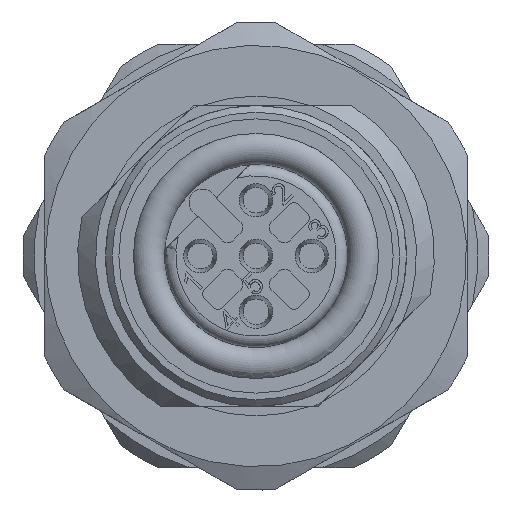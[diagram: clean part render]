
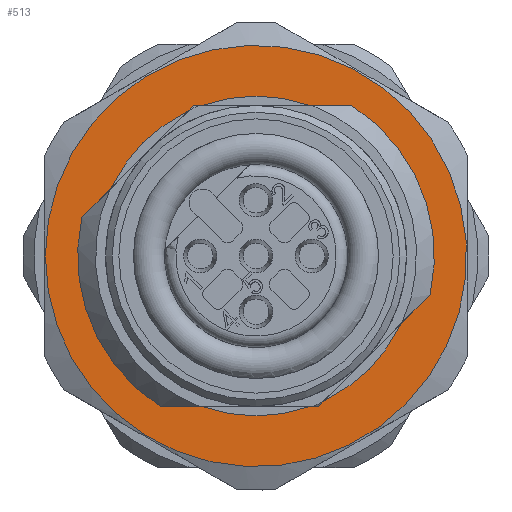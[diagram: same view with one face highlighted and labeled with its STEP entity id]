
A CAD part, front view. The second image highlights one B-rep face of the part: STEP entity #513.
In plain terms, the highlighted planar face has unit normal (0, -1, 0).
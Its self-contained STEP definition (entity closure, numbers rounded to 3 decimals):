
#276=FACE_BOUND('',#1039,.T.);
#277=FACE_BOUND('',#1040,.T.);
#388=PLANE('',#4531);
#513=ADVANCED_FACE('',(#276,#277),#388,.T.);
#1039=EDGE_LOOP('',(#2117));
#1040=EDGE_LOOP('',(#2118,#2119,#2120,#2121,#2122,#2123,#2124,#2125,#2126,
#2127,#2128,#2129,#2130,#2131));
#1346=LINE('',#6183,#1661);
#1348=LINE('',#6186,#1663);
#1354=LINE('',#6202,#1669);
#1355=LINE('',#6203,#1670);
#1361=LINE('',#6219,#1676);
#1363=LINE('',#6222,#1678);
#1368=LINE('',#6236,#1683);
#1369=LINE('',#6237,#1684);
#1661=VECTOR('',#4993,1.);
#1663=VECTOR('',#4995,1.);
#1669=VECTOR('',#5003,1.);
#1670=VECTOR('',#5004,1.);
#1676=VECTOR('',#5012,1.);
#1678=VECTOR('',#5014,1.);
#1683=VECTOR('',#5021,1.);
#1684=VECTOR('',#5022,1.);
#2117=ORIENTED_EDGE('',*,*,#3752,.F.);
#2118=ORIENTED_EDGE('',*,*,#3725,.F.);
#2119=ORIENTED_EDGE('',*,*,#3732,.F.);
#2120=ORIENTED_EDGE('',*,*,#3753,.F.);
#2121=ORIENTED_EDGE('',*,*,#3733,.F.);
#2122=ORIENTED_EDGE('',*,*,#3708,.F.);
#2123=ORIENTED_EDGE('',*,*,#3748,.T.);
#2124=ORIENTED_EDGE('',*,*,#3754,.F.);
#2125=ORIENTED_EDGE('',*,*,#3749,.T.);
#2126=ORIENTED_EDGE('',*,*,#3740,.T.);
#2127=ORIENTED_EDGE('',*,*,#3755,.F.);
#2128=ORIENTED_EDGE('',*,*,#3742,.T.);
#2129=ORIENTED_EDGE('',*,*,#3685,.F.);
#2130=ORIENTED_EDGE('',*,*,#3723,.F.);
#2131=ORIENTED_EDGE('',*,*,#3756,.F.);
#3252=VERTEX_POINT('',#6075);
#3254=VERTEX_POINT('',#6078);
#3269=VERTEX_POINT('',#6140);
#3270=VERTEX_POINT('',#6142);
#3279=VERTEX_POINT('',#6182);
#3280=VERTEX_POINT('',#6185);
#3281=VERTEX_POINT('',#6187);
#3285=VERTEX_POINT('',#6201);
#3286=VERTEX_POINT('',#6204);
#3290=VERTEX_POINT('',#6218);
#3291=VERTEX_POINT('',#6220);
#3292=VERTEX_POINT('',#6223);
#3295=VERTEX_POINT('',#6235);
#3296=VERTEX_POINT('',#6238);
#3298=VERTEX_POINT('',#6244);
#3685=EDGE_CURVE('',#3252,#3254,#4301,.T.);
#3708=EDGE_CURVE('',#3269,#3270,#4310,.T.);
#3723=EDGE_CURVE('',#3279,#3252,#1346,.T.);
#3725=EDGE_CURVE('',#3280,#3281,#1348,.T.);
#3732=EDGE_CURVE('',#3285,#3280,#1354,.T.);
#3733=EDGE_CURVE('',#3270,#3286,#1355,.T.);
#3740=EDGE_CURVE('',#3291,#3290,#1361,.T.);
#3742=EDGE_CURVE('',#3292,#3254,#1363,.T.);
#3748=EDGE_CURVE('',#3269,#3295,#1368,.T.);
#3749=EDGE_CURVE('',#3296,#3291,#1369,.T.);
#3752=EDGE_CURVE('',#3298,#3298,#4317,.T.);
#3753=EDGE_CURVE('',#3286,#3285,#4318,.T.);
#3754=EDGE_CURVE('',#3296,#3295,#4319,.T.);
#3755=EDGE_CURVE('',#3292,#3290,#4320,.T.);
#3756=EDGE_CURVE('',#3281,#3279,#4321,.T.);
#4301=CIRCLE('',#4491,8.);
#4310=CIRCLE('',#4507,8.);
#4317=CIRCLE('',#4526,9.45);
#4318=CIRCLE('',#4527,7.172);
#4319=CIRCLE('',#4528,7.172);
#4320=CIRCLE('',#4529,7.172);
#4321=CIRCLE('',#4530,7.172);
#4491=AXIS2_PLACEMENT_3D('',#6077,#4918,#4919);
#4507=AXIS2_PLACEMENT_3D('',#6141,#4958,#4959);
#4526=AXIS2_PLACEMENT_3D('',#6243,#5027,#5028);
#4527=AXIS2_PLACEMENT_3D('',#6245,#5029,#5030);
#4528=AXIS2_PLACEMENT_3D('',#6246,#5031,#5032);
#4529=AXIS2_PLACEMENT_3D('',#6247,#5033,#5034);
#4530=AXIS2_PLACEMENT_3D('',#6248,#5035,#5036);
#4531=AXIS2_PLACEMENT_3D('',#6249,#5037,#5038);
#4918=DIRECTION('',(0.,-1.,0.));
#4919=DIRECTION('',(0.,0.,1.));
#4958=DIRECTION('',(0.,-1.,0.));
#4959=DIRECTION('',(0.,0.,1.));
#4993=DIRECTION('',(-0.707,0.,-0.707));
#4995=DIRECTION('',(-0.707,0.,-0.707));
#5003=DIRECTION('',(-1.,0.,0.));
#5004=DIRECTION('',(-1.,0.,0.));
#5012=DIRECTION('',(-1.,0.,0.));
#5014=DIRECTION('',(-1.,0.,0.));
#5021=DIRECTION('',(-0.707,0.,-0.707));
#5022=DIRECTION('',(-0.707,0.,-0.707));
#5027=DIRECTION('',(0.,1.,0.));
#5028=DIRECTION('',(-1.,0.,0.));
#5029=DIRECTION('',(0.,-1.,0.));
#5030=DIRECTION('',(1.,0.,0.));
#5031=DIRECTION('',(0.,-1.,0.));
#5032=DIRECTION('',(1.,0.,0.));
#5033=DIRECTION('',(0.,-1.,0.));
#5034=DIRECTION('',(1.,0.,0.));
#5035=DIRECTION('',(0.,-1.,0.));
#5036=DIRECTION('',(1.,0.,0.));
#5037=DIRECTION('',(0.,-1.,0.));
#5038=DIRECTION('',(-1.,0.,0.));
#6075=CARTESIAN_POINT('',(7.941,-6.25,1.737));
#6077=CARTESIAN_POINT('',(15.75,-6.25,0.));
#6078=CARTESIAN_POINT('',(11.456,-6.25,-6.75));
#6140=CARTESIAN_POINT('',(23.559,-6.25,-1.737));
#6141=CARTESIAN_POINT('',(15.75,-6.25,0.));
#6142=CARTESIAN_POINT('',(20.044,-6.25,6.75));
#6182=CARTESIAN_POINT('',(9.263,-6.25,3.059));
#6183=CARTESIAN_POINT('',(6.915,-6.25,0.711));
#6185=CARTESIAN_POINT('',(12.954,-6.25,6.75));
#6186=CARTESIAN_POINT('',(6.915,-6.25,0.711));
#6187=CARTESIAN_POINT('',(12.691,-6.25,6.487));
#6201=CARTESIAN_POINT('',(13.326,-6.25,6.75));
#6202=CARTESIAN_POINT('',(12.954,-6.25,6.75));
#6203=CARTESIAN_POINT('',(12.954,-6.25,6.75));
#6204=CARTESIAN_POINT('',(18.174,-6.25,6.75));
#6218=CARTESIAN_POINT('',(18.174,-6.25,-6.75));
#6219=CARTESIAN_POINT('',(10.006,-6.25,-6.75));
#6220=CARTESIAN_POINT('',(18.546,-6.25,-6.75));
#6222=CARTESIAN_POINT('',(10.006,-6.25,-6.75));
#6223=CARTESIAN_POINT('',(13.326,-6.25,-6.75));
#6235=CARTESIAN_POINT('',(22.237,-6.25,-3.059));
#6236=CARTESIAN_POINT('',(18.546,-6.25,-6.75));
#6237=CARTESIAN_POINT('',(18.546,-6.25,-6.75));
#6238=CARTESIAN_POINT('',(18.809,-6.25,-6.487));
#6243=CARTESIAN_POINT('',(15.75,-6.25,0.));
#6244=CARTESIAN_POINT('',(6.3,-6.25,0.));
#6245=CARTESIAN_POINT('',(15.75,-6.25,0.));
#6246=CARTESIAN_POINT('',(15.75,-6.25,0.));
#6247=CARTESIAN_POINT('',(15.75,-6.25,0.));
#6248=CARTESIAN_POINT('',(15.75,-6.25,0.));
#6249=CARTESIAN_POINT('',(15.75,-6.25,0.));
